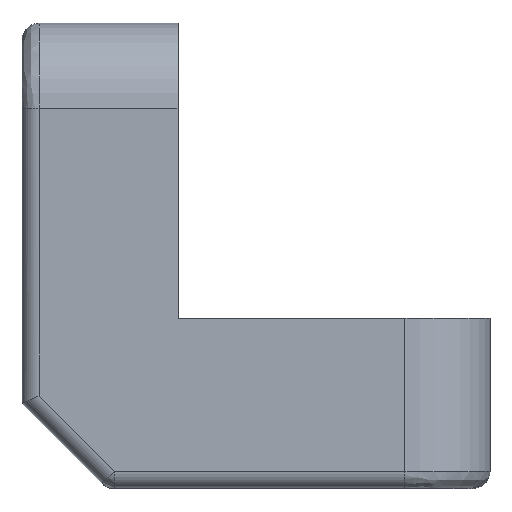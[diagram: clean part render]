
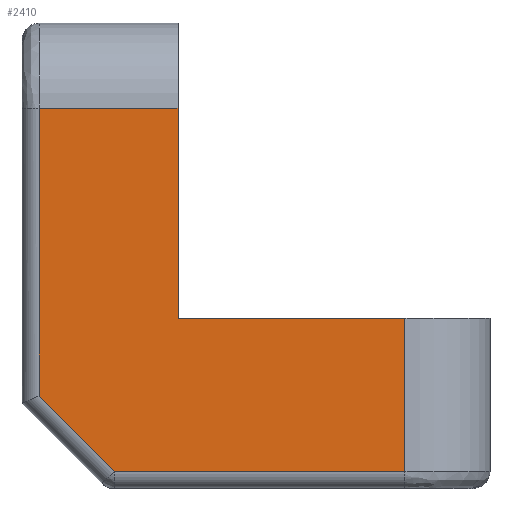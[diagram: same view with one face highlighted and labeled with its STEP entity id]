
A CAD part, top view. The second image highlights one B-rep face of the part: STEP entity #2410.
In plain terms, the highlighted planar face has unit normal (0, 0, 1).
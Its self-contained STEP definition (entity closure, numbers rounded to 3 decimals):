
#88 = CARTESIAN_POINT ( 'NONE',  ( -2.45, 1.624, 2.5 ) ) ;
#93 = CARTESIAN_POINT ( 'NONE',  ( -2.45, 0., 2.5 ) ) ;
#148 = EDGE_CURVE ( 'NONE', #1146, #2046, #455, .T. ) ;
#189 = DIRECTION ( 'NONE',  ( 1., 0., 0. ) ) ;
#199 = DIRECTION ( 'NONE',  ( 1., 0., 0. ) ) ;
#354 = CARTESIAN_POINT ( 'NONE',  ( 4., 3., 2.5 ) ) ;
#455 = LINE ( 'NONE', #1685, #1772 ) ;
#468 = LINE ( 'NONE', #694, #1630 ) ;
#630 = CARTESIAN_POINT ( 'NONE',  ( 0., 6.7, 2.5 ) ) ;
#694 = CARTESIAN_POINT ( 'NONE',  ( 5.5, 3., 2.5 ) ) ;
#745 = CARTESIAN_POINT ( 'NONE',  ( -2.45, 1.624, 2.5 ) ) ;
#979 = VERTEX_POINT ( 'NONE', #354 ) ;
#983 = CARTESIAN_POINT ( 'NONE',  ( 4., 0.3, 2.5 ) ) ;
#1003 = VECTOR ( 'NONE', #1719, 1000. ) ;
#1026 = CARTESIAN_POINT ( 'NONE',  ( 0., 3., 2.5 ) ) ;
#1133 = LINE ( 'NONE', #88, #2481 ) ;
#1146 = VERTEX_POINT ( 'NONE', #1978 ) ;
#1223 = CARTESIAN_POINT ( 'NONE',  ( 0.019, 6.7, 2.5 ) ) ;
#1227 = VERTEX_POINT ( 'NONE', #2512 ) ;
#1229 = VECTOR ( 'NONE', #2333, 1000. ) ;
#1361 = EDGE_CURVE ( 'NONE', #1953, #1146, #1133, .T. ) ;
#1408 = PLANE ( 'NONE',  #1688 ) ;
#1557 = DIRECTION ( 'NONE',  ( 0.707, -0.707, 0. ) ) ;
#1573 = ORIENTED_EDGE ( 'NONE', *, *, #2787, .F. ) ;
#1630 = VECTOR ( 'NONE', #1954, 1000. ) ;
#1676 = DIRECTION ( 'NONE',  ( 0., 0., 1. ) ) ;
#1685 = CARTESIAN_POINT ( 'NONE',  ( 0., 0.3, 2.5 ) ) ;
#1688 = AXIS2_PLACEMENT_3D ( 'NONE', #3178, #1676, #189 ) ;
#1710 = LINE ( 'NONE', #1223, #2362 ) ;
#1719 = DIRECTION ( 'NONE',  ( 0., 1., 0. ) ) ;
#1721 = ORIENTED_EDGE ( 'NONE', *, *, #2209, .T. ) ;
#1743 = VERTEX_POINT ( 'NONE', #2144 ) ;
#1772 = VECTOR ( 'NONE', #199, 1000. ) ;
#1874 = EDGE_CURVE ( 'NONE', #2046, #979, #2342, .T. ) ;
#1906 = LINE ( 'NONE', #93, #1229 ) ;
#1953 = VERTEX_POINT ( 'NONE', #745 ) ;
#1954 = DIRECTION ( 'NONE',  ( 1., 0., 0. ) ) ;
#1978 = CARTESIAN_POINT ( 'NONE',  ( -1.126, 0.3, 2.5 ) ) ;
#1984 = FACE_OUTER_BOUND ( 'NONE', #3196, .T. ) ;
#2024 = VECTOR ( 'NONE', #2052, 1000. ) ;
#2046 = VERTEX_POINT ( 'NONE', #983 ) ;
#2052 = DIRECTION ( 'NONE',  ( 0., -1., 0. ) ) ;
#2144 = CARTESIAN_POINT ( 'NONE',  ( -2.45, 6.7, 2.5 ) ) ;
#2209 = EDGE_CURVE ( 'NONE', #1743, #1953, #1906, .T. ) ;
#2256 = ORIENTED_EDGE ( 'NONE', *, *, #1874, .T. ) ;
#2333 = DIRECTION ( 'NONE',  ( 0., -1., 0. ) ) ;
#2342 = LINE ( 'NONE', #3219, #1003 ) ;
#2362 = VECTOR ( 'NONE', #2734, 1000. ) ;
#2365 = VERTEX_POINT ( 'NONE', #630 ) ;
#2402 = ORIENTED_EDGE ( 'NONE', *, *, #148, .T. ) ;
#2410 = ADVANCED_FACE ( 'NONE', ( #1984 ), #1408, .T. ) ;
#2481 = VECTOR ( 'NONE', #1557, 1000. ) ;
#2512 = CARTESIAN_POINT ( 'NONE',  ( 0., 3., 2.5 ) ) ;
#2523 = ORIENTED_EDGE ( 'NONE', *, *, #1361, .T. ) ;
#2599 = EDGE_CURVE ( 'NONE', #1743, #2365, #1710, .T. ) ;
#2734 = DIRECTION ( 'NONE',  ( 1., 0., 0. ) ) ;
#2765 = LINE ( 'NONE', #1026, #2024 ) ;
#2787 = EDGE_CURVE ( 'NONE', #2365, #1227, #2765, .T. ) ;
#2794 = ORIENTED_EDGE ( 'NONE', *, *, #2599, .F. ) ;
#3158 = ORIENTED_EDGE ( 'NONE', *, *, #3208, .F. ) ;
#3178 = CARTESIAN_POINT ( 'NONE',  ( 0., 0., 2.5 ) ) ;
#3196 = EDGE_LOOP ( 'NONE', ( #1721, #2523, #2402, #2256, #3158, #1573, #2794 ) ) ;
#3208 = EDGE_CURVE ( 'NONE', #1227, #979, #468, .T. ) ;
#3219 = CARTESIAN_POINT ( 'NONE',  ( 4., 0., 2.5 ) ) ;
